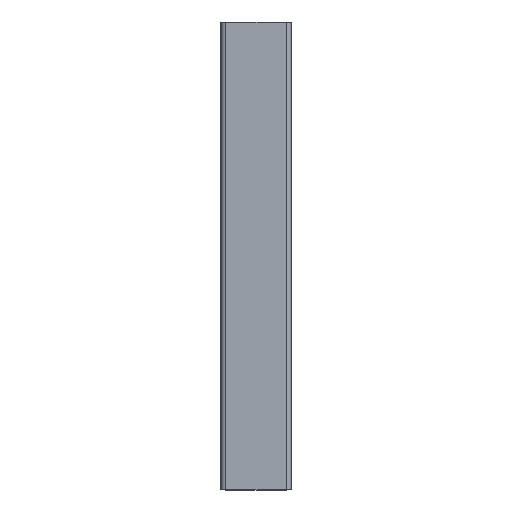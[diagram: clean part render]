
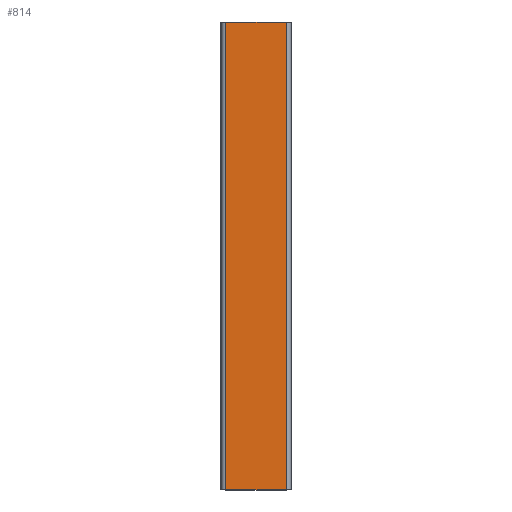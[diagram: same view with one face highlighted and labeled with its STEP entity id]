
A CAD part, top view. The second image highlights one B-rep face of the part: STEP entity #814.
In plain terms, the highlighted planar face has unit normal (0, 0, 1).
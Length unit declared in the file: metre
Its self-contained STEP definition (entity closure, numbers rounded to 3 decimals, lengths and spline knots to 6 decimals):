
#44=FACE_OUTER_BOUND('',#86,.T.);
#86=EDGE_LOOP('',(#667,#668,#669,#670));
#147=LINE('',#1196,#243);
#179=LINE('',#1289,#275);
#207=LINE('',#1352,#303);
#208=LINE('',#1354,#304);
#243=VECTOR('',#954,0.013);
#275=VECTOR('',#1016,0.013);
#303=VECTOR('',#1084,0.1);
#304=VECTOR('',#1087,0.1);
#344=VERTEX_POINT('',#1193);
#345=VERTEX_POINT('',#1195);
#390=VERTEX_POINT('',#1286);
#391=VERTEX_POINT('',#1288);
#424=EDGE_CURVE('',#345,#344,#147,.T.);
#470=EDGE_CURVE('',#390,#391,#179,.T.);
#503=EDGE_CURVE('',#391,#344,#207,.T.);
#504=EDGE_CURVE('',#390,#345,#208,.T.);
#667=ORIENTED_EDGE('',*,*,#424,.T.);
#668=ORIENTED_EDGE('',*,*,#503,.F.);
#669=ORIENTED_EDGE('',*,*,#470,.F.);
#670=ORIENTED_EDGE('',*,*,#504,.T.);
#780=PLANE('',#903);
#814=ADVANCED_FACE('',(#44),#780,.F.);
#903=AXIS2_PLACEMENT_3D('',#1353,#1085,#1086);
#954=DIRECTION('',(-1.,0.,0.));
#1016=DIRECTION('',(-1.,0.,0.));
#1084=DIRECTION('',(0.,1.,0.));
#1085=DIRECTION('center_axis',(0.,0.,-1.));
#1086=DIRECTION('ref_axis',(-1.,0.,0.));
#1087=DIRECTION('',(0.,1.,0.));
#1193=CARTESIAN_POINT('',(0.016374,0.122826,0.111261));
#1195=CARTESIAN_POINT('',(0.029374,0.122826,0.111261));
#1196=CARTESIAN_POINT('',(0.029374,0.122826,0.111261));
#1286=CARTESIAN_POINT('',(0.029374,0.022826,0.111261));
#1288=CARTESIAN_POINT('',(0.016374,0.022826,0.111261));
#1289=CARTESIAN_POINT('',(0.029374,0.022826,0.111261));
#1352=CARTESIAN_POINT('',(0.016374,0.022826,0.111261));
#1353=CARTESIAN_POINT('Origin',(0.016374,-0.881495,0.111261));
#1354=CARTESIAN_POINT('',(0.029374,0.022826,0.111261));
